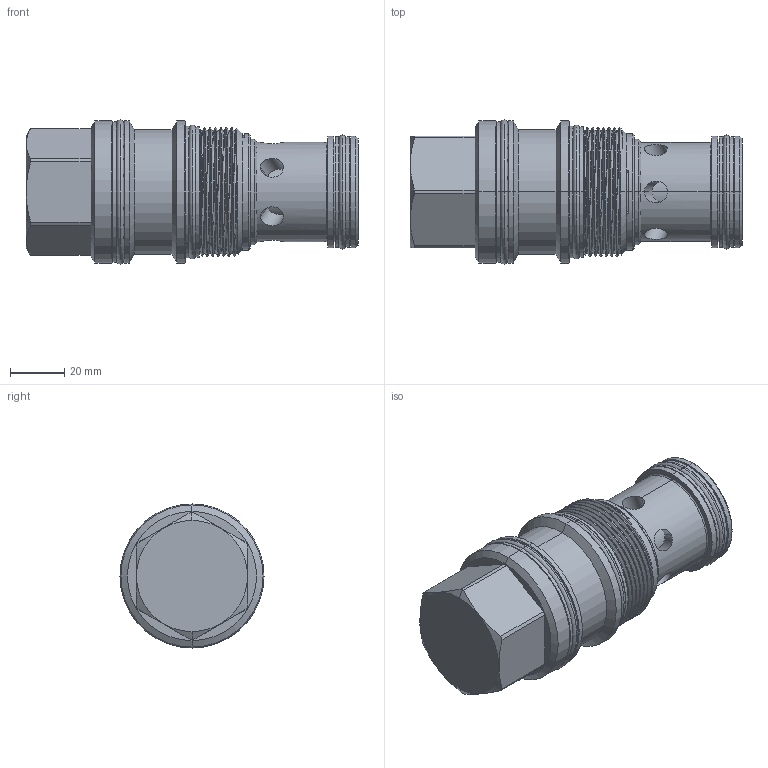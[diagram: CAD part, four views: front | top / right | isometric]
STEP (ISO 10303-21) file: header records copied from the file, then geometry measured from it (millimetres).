
FILE_DESCRIPTION (( 'STEP AP203' ), '1' );
FILE_NAME ('CV19A21-N.STEP', '2016-05-18T02:33:27', ( '' ), ( '' ), 'SwSTEP 2.0', 'SolidWorks 2012', '' );
FILE_SCHEMA (( 'CONFIG_CONTROL_DESIGN' ));
Length unit declared in the file: millimetre
Products named in the file (1): CV19A21-N
Bounding box: 122.37 x 53.11 x 53.11 mm (x, y, z)
Volume: 175246 mm3; surface area: 35045.4 mm2
Topology: 6 solids, 6 shells, 190 faces, 435 edges, 271 vertices
Faces by surface type: cylinder 103, plane 37, cone 33, torus 14, bspline 3
Entity records: 7818 total; most frequent: CARTESIAN_POINT 3476, DIRECTION 929, ORIENTED_EDGE 866, EDGE_CURVE 433, AXIS2_PLACEMENT_3D 390, VERTEX_POINT 271, EDGE_LOOP 216, CIRCLE 202
